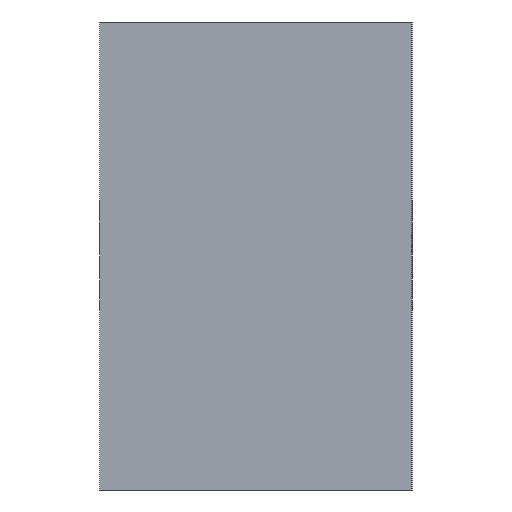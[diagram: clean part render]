
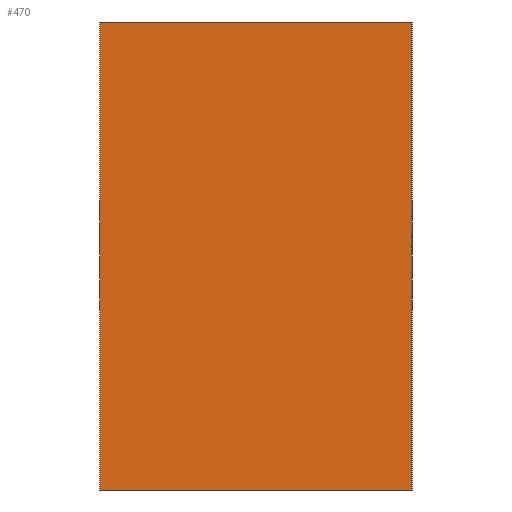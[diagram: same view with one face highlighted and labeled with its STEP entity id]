
A CAD part, left-side view. The second image highlights one B-rep face of the part: STEP entity #470.
In plain terms, the highlighted planar face has unit normal (-1, 0, 0).
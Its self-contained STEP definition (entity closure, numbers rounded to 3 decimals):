
#60=FACE_OUTER_BOUND('',#90,.T.);
#90=EDGE_LOOP('',(#413,#414,#415,#416));
#138=LINE('',#757,#190);
#146=LINE('',#772,#198);
#147=LINE('',#774,#199);
#148=LINE('',#775,#200);
#190=VECTOR('',#628,10.);
#198=VECTOR('',#640,10.);
#199=VECTOR('',#643,10.);
#200=VECTOR('',#644,10.);
#236=VERTEX_POINT('',#754);
#237=VERTEX_POINT('',#756);
#241=VERTEX_POINT('',#768);
#242=VERTEX_POINT('',#770);
#294=EDGE_CURVE('',#236,#237,#138,.T.);
#302=EDGE_CURVE('',#241,#242,#146,.T.);
#303=EDGE_CURVE('',#236,#241,#147,.T.);
#304=EDGE_CURVE('',#237,#242,#148,.T.);
#413=ORIENTED_EDGE('',*,*,#303,.T.);
#414=ORIENTED_EDGE('',*,*,#302,.T.);
#415=ORIENTED_EDGE('',*,*,#304,.F.);
#416=ORIENTED_EDGE('',*,*,#294,.F.);
#446=PLANE('',#524);
#470=ADVANCED_FACE('',(#60),#446,.T.);
#524=AXIS2_PLACEMENT_3D('',#773,#641,#642);
#628=DIRECTION('',(0.,1.,0.));
#640=DIRECTION('',(0.,1.,0.));
#641=DIRECTION('center_axis',(-1.,0.,0.));
#642=DIRECTION('ref_axis',(0.,0.,1.));
#643=DIRECTION('',(0.,0.,1.));
#644=DIRECTION('',(0.,0.,1.));
#754=CARTESIAN_POINT('',(0.,0.,-15.));
#756=CARTESIAN_POINT('',(0.,10.,-15.));
#757=CARTESIAN_POINT('',(0.,0.,-15.));
#768=CARTESIAN_POINT('',(0.,0.,0.));
#770=CARTESIAN_POINT('',(0.,10.,0.));
#772=CARTESIAN_POINT('',(0.,0.,0.));
#773=CARTESIAN_POINT('Origin',(0.,0.,-15.));
#774=CARTESIAN_POINT('',(0.,0.,-15.));
#775=CARTESIAN_POINT('',(0.,10.,-15.));
